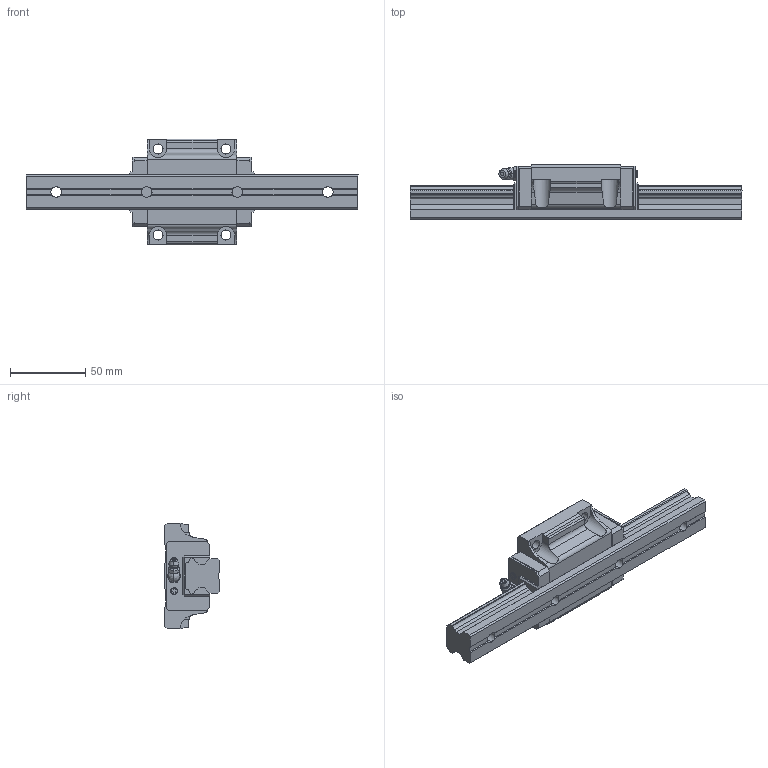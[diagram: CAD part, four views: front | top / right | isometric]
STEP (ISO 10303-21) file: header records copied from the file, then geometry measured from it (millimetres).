
FILE_DESCRIPTION (( 'STEP AP203' ), '1' );
FILE_NAME ('HSV25CSS.STEP', '2016-03-14T13:44:30', ( 'EOS' ), ( '' ), 'SwSTEP 2.0', 'SolidWorks 2016', '' );
FILE_SCHEMA (( 'CONFIG_CONTROL_DESIGN' ));
Length unit declared in the file: millimetre
Products named in the file (4): 1; HSV25CSS; 3; HSV25C
Assembly tree (3 placements, depth 2):
  HSV25CSS
    1
    HSV25C
    3
Bounding box: 220 x 36 x 70 mm (x, y, z)
Volume: 192369 mm3; surface area: 45284.2 mm2
Topology: 2 solids, 3 shells, 333 faces, 895 edges, 573 vertices
Faces by surface type: plane 224, cylinder 64, cone 28, bspline 17
Entity records: 11635 total; most frequent: CARTESIAN_POINT 3001, ORIENTED_EDGE 1771, DIRECTION 1644, EDGE_CURVE 887, VECTOR 614, LINE 614, VERTEX_POINT 573, AXIS2_PLACEMENT_3D 515
